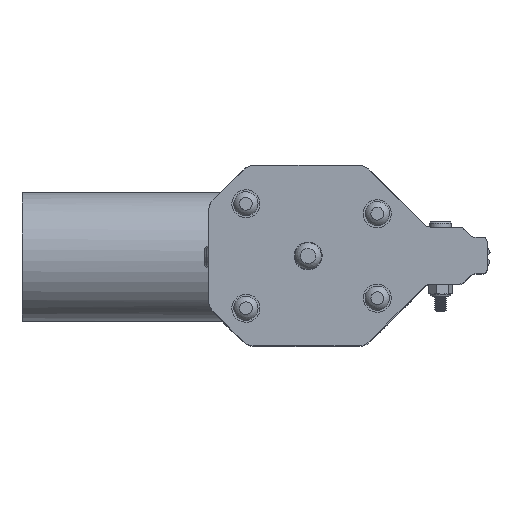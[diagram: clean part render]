
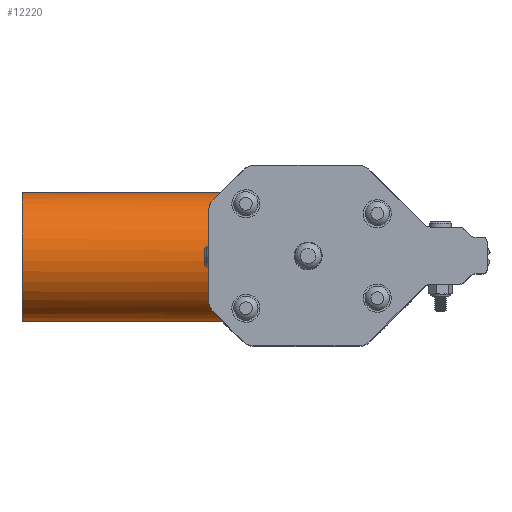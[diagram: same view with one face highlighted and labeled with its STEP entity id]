
A CAD part, left-side view. The second image highlights one B-rep face of the part: STEP entity #12220.
In plain terms, the highlighted cylindrical face has radius 25.4 mm (diameter 50.8 mm), a full revolution.
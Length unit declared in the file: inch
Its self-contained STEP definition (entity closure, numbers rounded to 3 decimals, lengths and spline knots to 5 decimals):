
#15=ELLIPSE('',#13779,1.41421,1.);
#16=ELLIPSE('',#13787,1.41421,1.);
#991=FACE_BOUND('',#4322,.T.);
#1410=LINE('',#63491,#1840);
#1416=LINE('',#63508,#1846);
#1840=VECTOR('',#17306,0.3937);
#1846=VECTOR('',#17326,0.3937);
#3082=FACE_OUTER_BOUND('',#4321,.T.);
#4321=EDGE_LOOP('',(#11119,#11120,#11121,#11122,#11123,#11124,#11125,#11126,
#11127,#11128));
#4322=EDGE_LOOP('',(#11129));
#4436=B_SPLINE_CURVE_WITH_KNOTS('',3,(#63516,#63517,#63518,#63519,#63520,
#63521),.UNSPECIFIED.,.F.,.F.,(4,2,4),(0.12926,0.20081,
0.2868),.UNSPECIFIED.);
#4437=B_SPLINE_CURVE_WITH_KNOTS('',3,(#63529,#63530,#63531,#63532,#63533,
#63534),.UNSPECIFIED.,.F.,.F.,(4,2,4),(0.83398,0.91998,
0.99152),.UNSPECIFIED.);
#5162=CIRCLE('',#13777,1.);
#5163=CIRCLE('',#13781,1.);
#5164=CIRCLE('',#13784,1.);
#5165=CIRCLE('',#13790,1.);
#5166=CIRCLE('',#13792,1.);
#6287=VERTEX_POINT('',#63489);
#6288=VERTEX_POINT('',#63490);
#6289=VERTEX_POINT('',#63495);
#6290=VERTEX_POINT('',#63499);
#6291=VERTEX_POINT('',#63503);
#6292=VERTEX_POINT('',#63507);
#6293=VERTEX_POINT('',#63511);
#6294=VERTEX_POINT('',#63515);
#6295=VERTEX_POINT('',#63524);
#6296=VERTEX_POINT('',#63528);
#6297=VERTEX_POINT('',#63539);
#7888=EDGE_CURVE('',#6287,#6288,#1410,.T.);
#7891=EDGE_CURVE('',#6289,#6287,#5162,.T.);
#7893=EDGE_CURVE('',#6290,#6289,#15,.T.);
#7895=EDGE_CURVE('',#6291,#6290,#5163,.T.);
#7897=EDGE_CURVE('',#6292,#6291,#1416,.T.);
#7899=EDGE_CURVE('',#6293,#6292,#5164,.T.);
#7901=EDGE_CURVE('',#6294,#6293,#4436,.T.);
#7903=EDGE_CURVE('',#6295,#6294,#16,.T.);
#7905=EDGE_CURVE('',#6296,#6295,#4437,.T.);
#7907=EDGE_CURVE('',#6288,#6296,#5165,.T.);
#7908=EDGE_CURVE('',#6297,#6297,#5166,.T.);
#11119=ORIENTED_EDGE('',*,*,#7907,.T.);
#11120=ORIENTED_EDGE('',*,*,#7905,.T.);
#11121=ORIENTED_EDGE('',*,*,#7903,.T.);
#11122=ORIENTED_EDGE('',*,*,#7901,.T.);
#11123=ORIENTED_EDGE('',*,*,#7899,.T.);
#11124=ORIENTED_EDGE('',*,*,#7897,.T.);
#11125=ORIENTED_EDGE('',*,*,#7895,.T.);
#11126=ORIENTED_EDGE('',*,*,#7893,.T.);
#11127=ORIENTED_EDGE('',*,*,#7891,.T.);
#11128=ORIENTED_EDGE('',*,*,#7888,.T.);
#11129=ORIENTED_EDGE('',*,*,#7908,.F.);
#11360=CYLINDRICAL_SURFACE('',#13791,1.);
#12220=ADVANCED_FACE('',(#3082,#991),#11360,.T.);
#13777=AXIS2_PLACEMENT_3D('',#63496,#17311,#17312);
#13779=AXIS2_PLACEMENT_3D('',#63500,#17316,#17317);
#13781=AXIS2_PLACEMENT_3D('',#63504,#17321,#17322);
#13784=AXIS2_PLACEMENT_3D('',#63512,#17330,#17331);
#13787=AXIS2_PLACEMENT_3D('',#63525,#17338,#17339);
#13790=AXIS2_PLACEMENT_3D('',#63537,#17346,#17347);
#13791=AXIS2_PLACEMENT_3D('',#63538,#17348,#17349);
#13792=AXIS2_PLACEMENT_3D('',#63540,#17350,#17351);
#17306=DIRECTION('',(0.,-1.,0.));
#17311=DIRECTION('center_axis',(0.,1.,0.));
#17312=DIRECTION('ref_axis',(-0.815,0.,-0.579));
#17316=DIRECTION('center_axis',(0.,0.707,
0.707));
#17317=DIRECTION('ref_axis',(0.,0.707,-0.707));
#17321=DIRECTION('center_axis',(0.,1.,0.));
#17322=DIRECTION('ref_axis',(-0.815,0.,-0.579));
#17326=DIRECTION('',(0.,1.,0.));
#17330=DIRECTION('center_axis',(0.,1.,0.));
#17331=DIRECTION('ref_axis',(-0.815,0.,-0.579));
#17338=DIRECTION('center_axis',(0.,0.707,
-0.707));
#17339=DIRECTION('ref_axis',(0.,-0.707,-0.707));
#17346=DIRECTION('center_axis',(0.,1.,0.));
#17347=DIRECTION('ref_axis',(-0.815,0.,-0.579));
#17348=DIRECTION('center_axis',(0.,1.,0.));
#17349=DIRECTION('ref_axis',(-0.815,0.,-0.579));
#17350=DIRECTION('center_axis',(0.,1.,0.));
#17351=DIRECTION('ref_axis',(-0.815,0.,-0.579));
#63489=CARTESIAN_POINT('',(0.52306,0.61104,-0.667));
#63490=CARTESIAN_POINT('',(0.52306,0.56104,-0.667));
#63491=CARTESIAN_POINT('',(0.52306,0.11104,-0.667));
#63495=CARTESIAN_POINT('',(0.50529,0.61104,0.68633));
#63496=CARTESIAN_POINT('Origin',(-0.222,0.61104,0.));
#63499=CARTESIAN_POINT('',(-0.94929,0.61104,0.68633));
#63500=CARTESIAN_POINT('Origin',(-0.222,1.29737,0.));
#63503=CARTESIAN_POINT('',(-0.96705,0.61104,-0.667));
#63504=CARTESIAN_POINT('Origin',(-0.222,0.61104,0.));
#63507=CARTESIAN_POINT('',(-0.96705,0.56104,-0.667));
#63508=CARTESIAN_POINT('',(-0.96705,0.11104,-0.667));
#63511=CARTESIAN_POINT('',(-0.92959,0.56104,-0.70662));
#63512=CARTESIAN_POINT('Origin',(-0.222,0.56104,0.));
#63515=CARTESIAN_POINT('',(-0.88452,0.54347,-0.74904));
#63516=CARTESIAN_POINT('Ctrl Pts',(-0.88452,0.54347,
-0.74904));
#63517=CARTESIAN_POINT('Ctrl Pts',(-0.89049,0.54876,
-0.74376));
#63518=CARTESIAN_POINT('Ctrl Pts',(-0.89733,0.55294,
-0.73758));
#63519=CARTESIAN_POINT('Ctrl Pts',(-0.91284,0.55938,
-0.72309));
#63520=CARTESIAN_POINT('Ctrl Pts',(-0.92162,0.56104,
-0.7146));
#63521=CARTESIAN_POINT('Ctrl Pts',(-0.92959,0.56104,
-0.70662));
#63524=CARTESIAN_POINT('',(0.44052,0.54347,-0.74904));
#63525=CARTESIAN_POINT('Origin',(-0.222,1.29251,0.));
#63528=CARTESIAN_POINT('',(0.4856,0.56104,-0.70662));
#63529=CARTESIAN_POINT('Ctrl Pts',(0.4856,0.56104,
-0.70662));
#63530=CARTESIAN_POINT('Ctrl Pts',(0.47762,0.56104,
-0.7146));
#63531=CARTESIAN_POINT('Ctrl Pts',(0.46885,0.55938,
-0.72309));
#63532=CARTESIAN_POINT('Ctrl Pts',(0.45333,0.55294,
-0.73758));
#63533=CARTESIAN_POINT('Ctrl Pts',(0.4465,0.54876,
-0.74376));
#63534=CARTESIAN_POINT('Ctrl Pts',(0.44052,0.54347,-0.74904));
#63537=CARTESIAN_POINT('Origin',(-0.222,0.56104,0.));
#63538=CARTESIAN_POINT('Origin',(-0.222,0.11104,0.));
#63539=CARTESIAN_POINT('',(0.778,3.61104,0.));
#63540=CARTESIAN_POINT('Origin',(-0.222,3.61104,0.));
